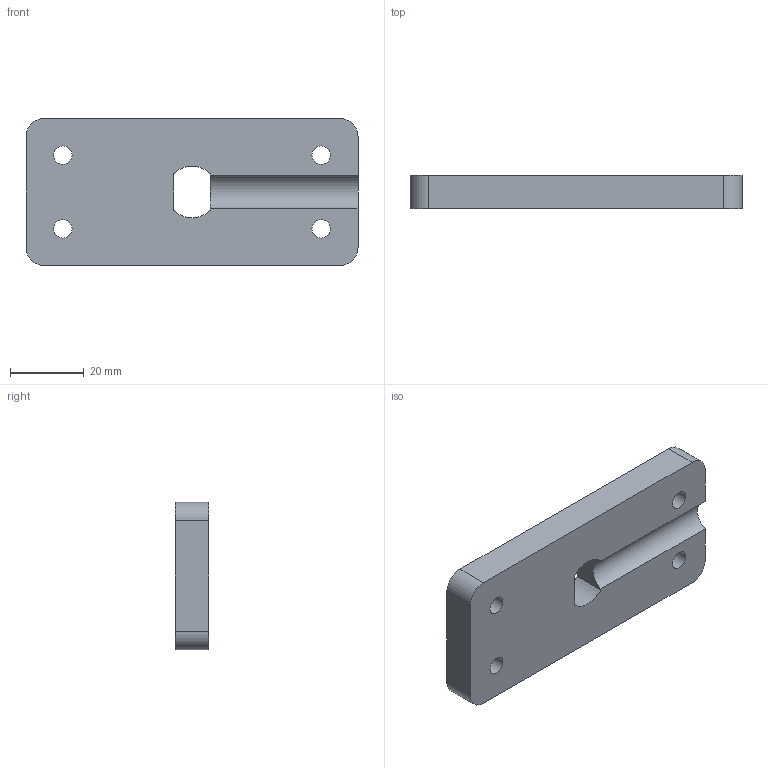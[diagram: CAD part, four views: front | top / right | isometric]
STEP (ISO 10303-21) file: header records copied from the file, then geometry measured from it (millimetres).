
FILE_DESCRIPTION(/* description */ ('Unknown'),/* implementation_level */ '2;1');
FILE_NAME(/* name */ 'axle_block',/* time_stamp */ '2024-08-21T09:56:39+02:00',/* author */ ('Unknown'),/* organization */ ('Unknown'),/* preprocessor_version */ 'ST-DEVELOPER v19.4',/* originating_system */ 'Solid Edge',/* authorisation */ 'Unknown');
FILE_SCHEMA (('AUTOMOTIVE_DESIGN {1 0 10303 214 3 1 1}'));
Length unit declared in the file: millimetre
Products named in the file (1): axle_block
Bounding box: 90 x 9 x 40 mm (x, y, z)
Volume: 29564.7 mm3; surface area: 10008.6 mm2
Topology: 1 solids, 1 shells, 19 faces, 58 edges, 40 vertices
Faces by surface type: cylinder 11, plane 8
Full cylindrical faces by diameter (mm): 5 x4
Entity records: 660 total; most frequent: DIRECTION 112, CARTESIAN_POINT 106, ORIENTED_EDGE 100, EDGE_CURVE 50, AXIS2_PLACEMENT_3D 42, VERTEX_POINT 36, EDGE_LOOP 32, FACE_BOUND 32
